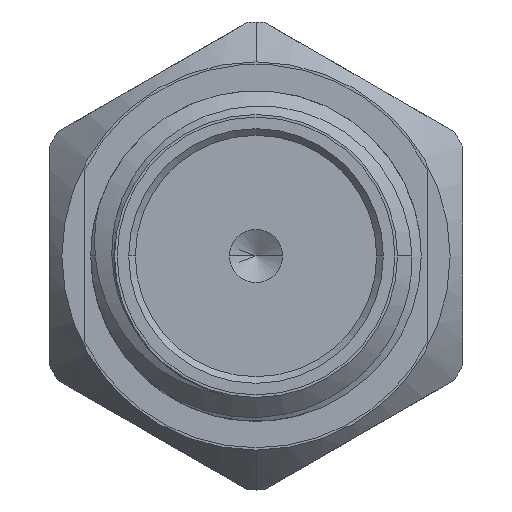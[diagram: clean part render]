
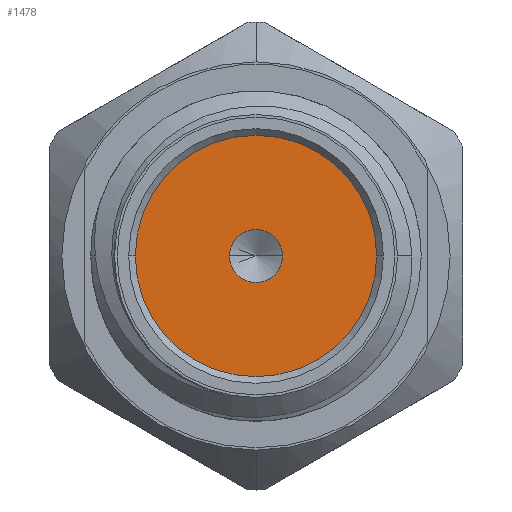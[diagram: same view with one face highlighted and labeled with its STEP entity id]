
A CAD part, left-side view. The second image highlights one B-rep face of the part: STEP entity #1478.
In plain terms, the highlighted planar face has unit normal (-1, 0, 0).
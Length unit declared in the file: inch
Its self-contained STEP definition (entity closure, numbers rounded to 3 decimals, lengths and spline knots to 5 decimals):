
#115 = CIRCLE ( 'NONE', #4862, 0.0913 ) ;
#221 = DIRECTION ( 'NONE',  ( 1., 0., 0. ) ) ;
#272 = EDGE_LOOP ( 'NONE', ( #4111, #2780 ) ) ;
#283 = CARTESIAN_POINT ( 'NONE',  ( 0.08778, 0., 0. ) ) ;
#500 = CARTESIAN_POINT ( 'NONE',  ( 0.08778, 0.0913, 0. ) ) ;
#548 = DIRECTION ( 'NONE',  ( -1., 0., 0. ) ) ;
#572 = ORIENTED_EDGE ( 'NONE', *, *, #5437, .F. ) ;
#575 = DIRECTION ( 'NONE',  ( 0., 1., 0. ) ) ;
#744 = CARTESIAN_POINT ( 'NONE',  ( 0.08778, 0., -0.10227 ) ) ;
#773 = CARTESIAN_POINT ( 'NONE',  ( 0.08778, -0.02, 0. ) ) ;
#920 = AXIS2_PLACEMENT_3D ( 'NONE', #744, #221, #3659 ) ;
#1073 = AXIS2_PLACEMENT_3D ( 'NONE', #5693, #3586, #575 ) ;
#1259 = FACE_OUTER_BOUND ( 'NONE', #5391, .T. ) ;
#1478 = ADVANCED_FACE ( 'NONE', ( #1259, #5768 ), #2726, .F. ) ;
#1503 = DIRECTION ( 'NONE',  ( 0., 1., 0. ) ) ;
#1766 = EDGE_CURVE ( 'NONE', #3210, #4228, #3927, .T. ) ;
#2333 = EDGE_CURVE ( 'NONE', #4228, #3210, #4444, .T. ) ;
#2446 = EDGE_CURVE ( 'NONE', #3465, #2747, #115, .T. ) ;
#2726 = PLANE ( 'NONE',  #920 ) ;
#2747 = VERTEX_POINT ( 'NONE', #500 ) ;
#2780 = ORIENTED_EDGE ( 'NONE', *, *, #2333, .F. ) ;
#3210 = VERTEX_POINT ( 'NONE', #4003 ) ;
#3465 = VERTEX_POINT ( 'NONE', #5811 ) ;
#3586 = DIRECTION ( 'NONE',  ( -1., 0., 0. ) ) ;
#3659 = DIRECTION ( 'NONE',  ( 0., -1., 0. ) ) ;
#3718 = DIRECTION ( 'NONE',  ( 0., -1., 0. ) ) ;
#3927 = CIRCLE ( 'NONE', #1073, 0.02 ) ;
#4003 = CARTESIAN_POINT ( 'NONE',  ( 0.08778, 0.02, 0. ) ) ;
#4111 = ORIENTED_EDGE ( 'NONE', *, *, #1766, .F. ) ;
#4151 = CARTESIAN_POINT ( 'NONE',  ( 0.08778, 0., 0. ) ) ;
#4228 = VERTEX_POINT ( 'NONE', #773 ) ;
#4444 = CIRCLE ( 'NONE', #4657, 0.02 ) ;
#4518 = CARTESIAN_POINT ( 'NONE',  ( 0.08778, 0., 0. ) ) ;
#4657 = AXIS2_PLACEMENT_3D ( 'NONE', #4518, #548, #1503 ) ;
#4862 = AXIS2_PLACEMENT_3D ( 'NONE', #283, #6253, #6189 ) ;
#5080 = CIRCLE ( 'NONE', #5287, 0.0913 ) ;
#5208 = DIRECTION ( 'NONE',  ( 1., 0., 0. ) ) ;
#5287 = AXIS2_PLACEMENT_3D ( 'NONE', #4151, #5208, #3718 ) ;
#5390 = ORIENTED_EDGE ( 'NONE', *, *, #2446, .F. ) ;
#5391 = EDGE_LOOP ( 'NONE', ( #5390, #572 ) ) ;
#5437 = EDGE_CURVE ( 'NONE', #2747, #3465, #5080, .T. ) ;
#5693 = CARTESIAN_POINT ( 'NONE',  ( 0.08778, 0., 0. ) ) ;
#5768 = FACE_BOUND ( 'NONE', #272, .T. ) ;
#5811 = CARTESIAN_POINT ( 'NONE',  ( 0.08778, -0.0913, 0. ) ) ;
#6189 = DIRECTION ( 'NONE',  ( 0., -1., 0. ) ) ;
#6253 = DIRECTION ( 'NONE',  ( 1., 0., 0. ) ) ;
